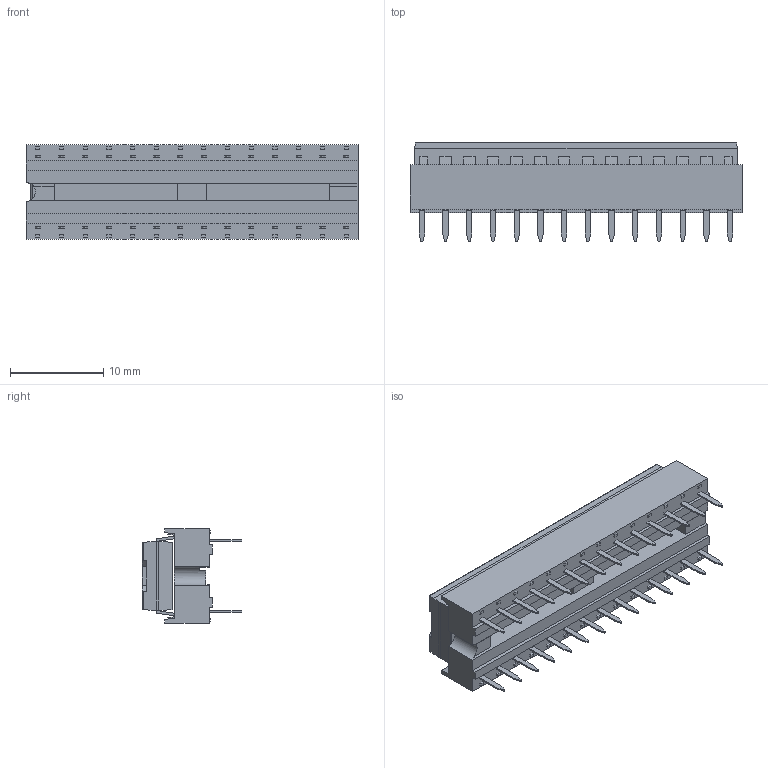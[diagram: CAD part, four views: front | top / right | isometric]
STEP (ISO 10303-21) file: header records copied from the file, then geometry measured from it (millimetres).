
FILE_DESCRIPTION (( 'STEP AP214' ), '1' );
FILE_NAME ('ATMEGA328-PU.STEP', '2023-02-11T16:01:12', ( '' ), ( '' ), 'SwSTEP 2.0', 'SolidWorks 2022', '' );
FILE_SCHEMA (( 'AUTOMOTIVE_DESIGN' ));
Length unit declared in the file: millimetre
Products named in the file (3): ATMEGA328-PU; ATMEGA328-PU.stp; DIP28.stp
Assembly tree (2 placements, depth 2):
  ATMEGA328-PU
    ATMEGA328-PU.stp
    DIP28.stp
Bounding box: 35.56 x 10.68 x 10.16 mm (x, y, z)
Volume: 2037.6 mm3; surface area: 3064.6 mm2
Topology: 2 solids, 30 shells, 1285 faces, 3457 edges, 2286 vertices
Faces by surface type: plane 1107, cylinder 178
Entity records: 42917 total; most frequent: CARTESIAN_POINT 7287, ORIENTED_EDGE 6914, DIRECTION 6304, EDGE_CURVE 3457, VECTOR 3042, LINE 3042, VERTEX_POINT 2286, AXIS2_PLACEMENT_3D 1631
